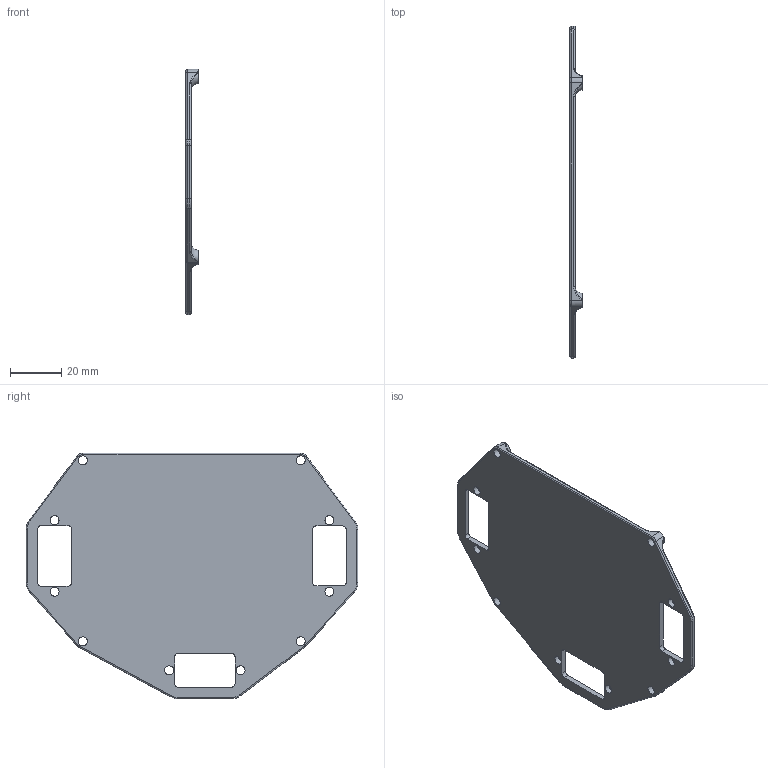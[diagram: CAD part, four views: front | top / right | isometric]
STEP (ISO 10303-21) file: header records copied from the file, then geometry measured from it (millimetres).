
FILE_DESCRIPTION(/* description */ ('','CAx-IF Rec.Pracs.---Representation and Presentation of Product Manufacturing Information (PMI)---4.0---2014-10-13'),/* implementation_level */ '2;1');
FILE_NAME(/* name */ 'Ogrodje za tri.step',/* time_stamp */ '2025-03-20T12:18:05+01:00',/* author */ (''),/* organization */ (''),/* preprocessor_version */ 'ST-DEVELOPER v20',/* originating_system */ 'Autodesk Translation Framework v13.20.0.188',/* authorisation */ '');
FILE_SCHEMA (('AP242_MANAGED_MODEL_BASED_3D_ENGINEERING_MIM_LF { 1 0 10303 442 1 1 4 }'));
Length unit declared in the file: millimetre
Products named in the file (1): Ogrodje za tri
Bounding box: 4.68 x 129.2 x 95.57 mm (x, y, z)
Volume: 17859.5 mm3; surface area: 19118.2 mm2
Topology: 1 solids, 1 shells, 108 faces, 278 edges, 172 vertices
Faces by surface type: cylinder 52, plane 28, torus 20, bspline 8
Full cylindrical faces by diameter (mm): 3.5 x10
Entity records: 4751 total; most frequent: CARTESIAN_POINT 2035, DIRECTION 568, ORIENTED_EDGE 556, EDGE_CURVE 278, AXIS2_PLACEMENT_3D 225, VERTEX_POINT 172, EDGE_LOOP 134, CIRCLE 124
